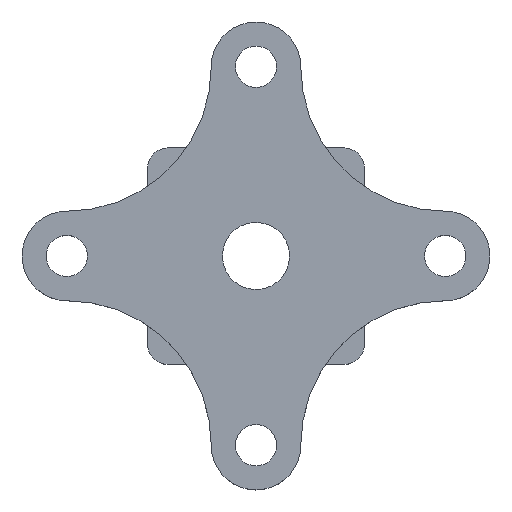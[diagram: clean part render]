
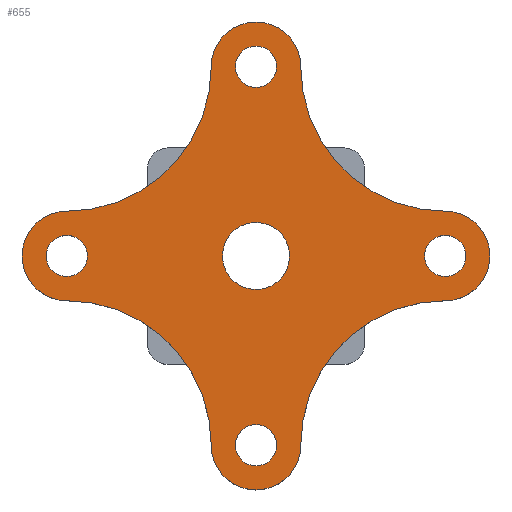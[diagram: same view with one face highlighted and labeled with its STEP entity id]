
A CAD part, top view. The second image highlights one B-rep face of the part: STEP entity #655.
In plain terms, the highlighted planar face has unit normal (0, 0, 1).
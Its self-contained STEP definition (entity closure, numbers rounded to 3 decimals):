
#125=FACE_BOUND('',#209,.T.);
#126=FACE_BOUND('',#210,.T.);
#127=FACE_BOUND('',#211,.T.);
#128=FACE_BOUND('',#212,.T.);
#129=FACE_BOUND('',#213,.T.);
#145=PLANE('',#731);
#161=FACE_OUTER_BOUND('',#208,.T.);
#208=EDGE_LOOP('',(#497,#498,#499,#500,#501,#502,#503,#504));
#209=EDGE_LOOP('',(#505));
#210=EDGE_LOOP('',(#506));
#211=EDGE_LOOP('',(#507));
#212=EDGE_LOOP('',(#508));
#213=EDGE_LOOP('',(#509));
#273=CIRCLE('',#723,9.75);
#278=CIRCLE('',#732,42.);
#279=CIRCLE('',#733,13.);
#280=CIRCLE('',#734,42.);
#281=CIRCLE('',#735,13.);
#282=CIRCLE('',#736,42.);
#283=CIRCLE('',#737,13.);
#284=CIRCLE('',#738,42.);
#285=CIRCLE('',#739,13.);
#286=CIRCLE('',#740,6.);
#287=CIRCLE('',#741,6.);
#288=CIRCLE('',#742,6.);
#289=CIRCLE('',#743,6.);
#326=VERTEX_POINT('',#1061);
#331=VERTEX_POINT('',#1077);
#332=VERTEX_POINT('',#1078);
#333=VERTEX_POINT('',#1080);
#334=VERTEX_POINT('',#1082);
#335=VERTEX_POINT('',#1084);
#336=VERTEX_POINT('',#1086);
#337=VERTEX_POINT('',#1088);
#338=VERTEX_POINT('',#1090);
#339=VERTEX_POINT('',#1093);
#340=VERTEX_POINT('',#1095);
#341=VERTEX_POINT('',#1097);
#342=VERTEX_POINT('',#1099);
#390=EDGE_CURVE('',#326,#326,#273,.T.);
#396=EDGE_CURVE('',#331,#332,#278,.T.);
#397=EDGE_CURVE('',#331,#333,#279,.T.);
#398=EDGE_CURVE('',#334,#333,#280,.T.);
#399=EDGE_CURVE('',#334,#335,#281,.T.);
#400=EDGE_CURVE('',#336,#335,#282,.T.);
#401=EDGE_CURVE('',#336,#337,#283,.T.);
#402=EDGE_CURVE('',#338,#337,#284,.T.);
#403=EDGE_CURVE('',#338,#332,#285,.T.);
#404=EDGE_CURVE('',#339,#339,#286,.T.);
#405=EDGE_CURVE('',#340,#340,#287,.T.);
#406=EDGE_CURVE('',#341,#341,#288,.T.);
#407=EDGE_CURVE('',#342,#342,#289,.T.);
#497=ORIENTED_EDGE('',*,*,#396,.F.);
#498=ORIENTED_EDGE('',*,*,#397,.T.);
#499=ORIENTED_EDGE('',*,*,#398,.F.);
#500=ORIENTED_EDGE('',*,*,#399,.T.);
#501=ORIENTED_EDGE('',*,*,#400,.F.);
#502=ORIENTED_EDGE('',*,*,#401,.T.);
#503=ORIENTED_EDGE('',*,*,#402,.F.);
#504=ORIENTED_EDGE('',*,*,#403,.T.);
#505=ORIENTED_EDGE('',*,*,#390,.T.);
#506=ORIENTED_EDGE('',*,*,#404,.F.);
#507=ORIENTED_EDGE('',*,*,#405,.F.);
#508=ORIENTED_EDGE('',*,*,#406,.F.);
#509=ORIENTED_EDGE('',*,*,#407,.F.);
#655=ADVANCED_FACE('',(#161,#125,#126,#127,#128,#129),#145,.T.);
#723=AXIS2_PLACEMENT_3D('',#1063,#843,#844);
#731=AXIS2_PLACEMENT_3D('',#1076,#860,#861);
#732=AXIS2_PLACEMENT_3D('',#1079,#862,#863);
#733=AXIS2_PLACEMENT_3D('',#1081,#864,#865);
#734=AXIS2_PLACEMENT_3D('',#1083,#866,#867);
#735=AXIS2_PLACEMENT_3D('',#1085,#868,#869);
#736=AXIS2_PLACEMENT_3D('',#1087,#870,#871);
#737=AXIS2_PLACEMENT_3D('',#1089,#872,#873);
#738=AXIS2_PLACEMENT_3D('',#1091,#874,#875);
#739=AXIS2_PLACEMENT_3D('',#1092,#876,#877);
#740=AXIS2_PLACEMENT_3D('',#1094,#878,#879);
#741=AXIS2_PLACEMENT_3D('',#1096,#880,#881);
#742=AXIS2_PLACEMENT_3D('',#1098,#882,#883);
#743=AXIS2_PLACEMENT_3D('',#1100,#884,#885);
#843=DIRECTION('center_axis',(0.,0.,
-1.));
#844=DIRECTION('ref_axis',(-0.896,-0.444,0.));
#860=DIRECTION('center_axis',(0.,0.,
1.));
#861=DIRECTION('ref_axis',(1.,0.,0.));
#862=DIRECTION('center_axis',(0.,0.,
1.));
#863=DIRECTION('ref_axis',(1.,0.,0.));
#864=DIRECTION('center_axis',(0.,0.,
1.));
#865=DIRECTION('ref_axis',(1.,0.,0.));
#866=DIRECTION('center_axis',(0.,0.,
1.));
#867=DIRECTION('ref_axis',(1.,0.,0.));
#868=DIRECTION('center_axis',(0.,0.,
1.));
#869=DIRECTION('ref_axis',(1.,0.,0.));
#870=DIRECTION('center_axis',(0.,0.,
1.));
#871=DIRECTION('ref_axis',(1.,0.,0.));
#872=DIRECTION('center_axis',(0.,0.,
1.));
#873=DIRECTION('ref_axis',(1.,0.,0.));
#874=DIRECTION('center_axis',(0.,0.,
1.));
#875=DIRECTION('ref_axis',(1.,0.,0.));
#876=DIRECTION('center_axis',(0.,0.,
1.));
#877=DIRECTION('ref_axis',(1.,0.,0.));
#878=DIRECTION('center_axis',(0.,0.,
1.));
#879=DIRECTION('ref_axis',(1.,0.,0.));
#880=DIRECTION('center_axis',(0.,0.,
1.));
#881=DIRECTION('ref_axis',(1.,0.,0.));
#882=DIRECTION('center_axis',(0.,0.,
1.));
#883=DIRECTION('ref_axis',(1.,0.,0.));
#884=DIRECTION('center_axis',(0.,0.,
1.));
#885=DIRECTION('ref_axis',(1.,0.,0.));
#1061=CARTESIAN_POINT('',(8.736,4.33,97.));
#1063=CARTESIAN_POINT('Origin',(0.,0.,
97.));
#1076=CARTESIAN_POINT('Origin',(0.,0.,
97.));
#1077=CARTESIAN_POINT('',(-55.,13.,97.));
#1078=CARTESIAN_POINT('',(-13.,55.,97.));
#1079=CARTESIAN_POINT('Origin',(-55.,55.,97.));
#1080=CARTESIAN_POINT('',(-55.,-13.,97.));
#1081=CARTESIAN_POINT('Origin',(-55.,0.,
97.));
#1082=CARTESIAN_POINT('',(-13.,-55.,97.));
#1083=CARTESIAN_POINT('Origin',(-55.,-55.,97.));
#1084=CARTESIAN_POINT('',(13.,-55.,97.));
#1085=CARTESIAN_POINT('Origin',(0.,-55.,
97.));
#1086=CARTESIAN_POINT('',(55.,-13.,97.));
#1087=CARTESIAN_POINT('Origin',(55.,-55.,97.));
#1088=CARTESIAN_POINT('',(55.,13.,97.));
#1089=CARTESIAN_POINT('Origin',(55.,0.,
97.));
#1090=CARTESIAN_POINT('',(13.,55.,97.));
#1091=CARTESIAN_POINT('Origin',(55.,55.,97.));
#1092=CARTESIAN_POINT('Origin',(0.,55.,97.));
#1093=CARTESIAN_POINT('',(-49.,0.,97.));
#1094=CARTESIAN_POINT('Origin',(-55.,0.,
97.));
#1095=CARTESIAN_POINT('',(6.,-55.,97.));
#1096=CARTESIAN_POINT('Origin',(0.,-55.,
97.));
#1097=CARTESIAN_POINT('',(61.,0.,97.));
#1098=CARTESIAN_POINT('Origin',(55.,0.,97.));
#1099=CARTESIAN_POINT('',(6.,55.,97.));
#1100=CARTESIAN_POINT('Origin',(0.,55.,97.));
